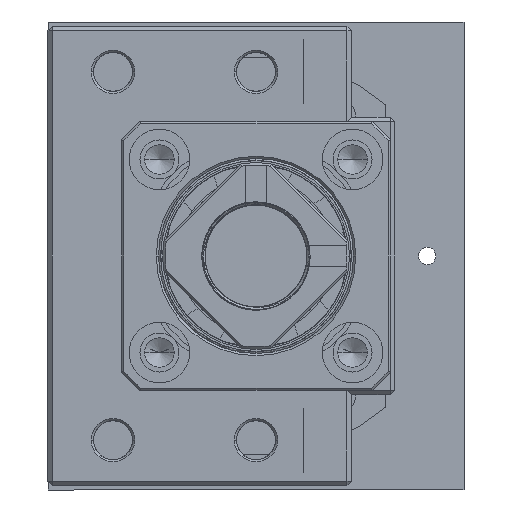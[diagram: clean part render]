
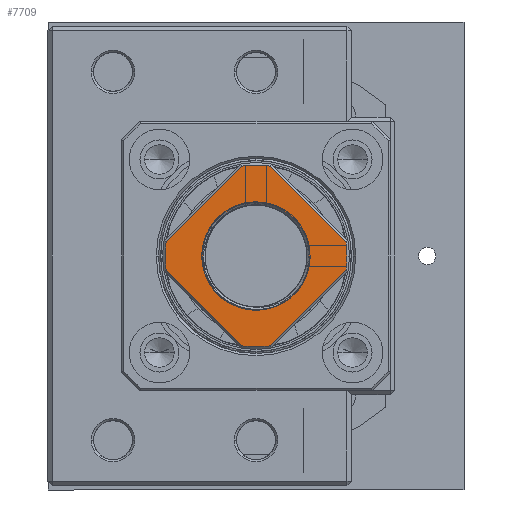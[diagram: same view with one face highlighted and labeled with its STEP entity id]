
A CAD part, left-side view. The second image highlights one B-rep face of the part: STEP entity #7709.
In plain terms, the highlighted face is planar.
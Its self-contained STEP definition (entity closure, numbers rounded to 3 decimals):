
#529 = CARTESIAN_POINT ( 'NONE',  ( 0., -42., 69.5 ) ) ;
#748 = DIRECTION ( 'NONE',  ( 0., 1., 0. ) ) ;
#890 = DIRECTION ( 'NONE',  ( 0., 0., -1. ) ) ;
#1059 = VERTEX_POINT ( 'NONE', #6595 ) ;
#1625 = VECTOR ( 'NONE', #42946, 1000. ) ;
#2209 = ORIENTED_EDGE ( 'NONE', *, *, #16268, .T. ) ;
#2319 = VERTEX_POINT ( 'NONE', #31305 ) ;
#3016 = CARTESIAN_POINT ( 'NONE',  ( -3.303, -42., 27.261 ) ) ;
#3289 = VECTOR ( 'NONE', #16844, 1000. ) ;
#3345 = CIRCLE ( 'NONE', #40352, 21. ) ;
#3369 = DIRECTION ( 'NONE',  ( 0., 0., 1. ) ) ;
#3425 = VERTEX_POINT ( 'NONE', #13239 ) ;
#3437 = DIRECTION ( 'NONE',  ( 0., 1., 0. ) ) ;
#3995 = PLANE ( 'NONE',  #31788 ) ;
#4250 = EDGE_CURVE ( 'NONE', #19371, #1059, #7151, .T. ) ;
#4814 = DIRECTION ( 'NONE',  ( 0., -1., 0. ) ) ;
#5053 = ORIENTED_EDGE ( 'NONE', *, *, #23049, .T. ) ;
#5183 = CARTESIAN_POINT ( 'NONE',  ( 12.203, -42., 49.897 ) ) ;
#5466 = CARTESIAN_POINT ( 'NONE',  ( 0., -42., 35.65 ) ) ;
#6200 = CIRCLE ( 'NONE', #36961, 21. ) ;
#6595 = CARTESIAN_POINT ( 'NONE',  ( 3.303, -42., 68.739 ) ) ;
#6664 = CARTESIAN_POINT ( 'NONE',  ( 0., -42., 48. ) ) ;
#6709 = CARTESIAN_POINT ( 'NONE',  ( 7.744, -42., 57.62 ) ) ;
#7151 = CIRCLE ( 'NONE', #21153, 21. ) ;
#7709 = ADVANCED_FACE ( 'NONE', ( #20660, #20863 ), #3995, .T. ) ;
#8347 = EDGE_CURVE ( 'NONE', #29393, #38455, #22051, .T. ) ;
#8401 = LINE ( 'NONE', #17825, #1625 ) ;
#8708 = ORIENTED_EDGE ( 'NONE', *, *, #35736, .T. ) ;
#9126 = VERTEX_POINT ( 'NONE', #6709 ) ;
#9701 = LINE ( 'NONE', #26536, #15724 ) ;
#9715 = CARTESIAN_POINT ( 'NONE',  ( 10.825, -42., 54.25 ) ) ;
#10115 = CARTESIAN_POINT ( 'NONE',  ( 10.825, -42., 54.25 ) ) ;
#10162 = CIRCLE ( 'NONE', #31831, 12.35 ) ;
#10358 = DIRECTION ( 'NONE',  ( 0., 0., -1. ) ) ;
#10405 = VERTEX_POINT ( 'NONE', #42567 ) ;
#10529 = DIRECTION ( 'NONE',  ( 0., 1., 0. ) ) ;
#10819 = VERTEX_POINT ( 'NONE', #30666 ) ;
#10887 = VERTEX_POINT ( 'NONE', #3016 ) ;
#11047 = ORIENTED_EDGE ( 'NONE', *, *, #19810, .T. ) ;
#11457 = CIRCLE ( 'NONE', #12865, 12.35 ) ;
#12159 = CARTESIAN_POINT ( 'NONE',  ( 12.094, -42., 50.656 ) ) ;
#12179 = CARTESIAN_POINT ( 'NONE',  ( 20.739, -42., 51.303 ) ) ;
#12570 = CARTESIAN_POINT ( 'NONE',  ( 9.946, -42., 55.503 ) ) ;
#12595 = CARTESIAN_POINT ( 'NONE',  ( 11.833, -42., 51.776 ) ) ;
#12777 = ORIENTED_EDGE ( 'NONE', *, *, #8347, .T. ) ;
#12865 = AXIS2_PLACEMENT_3D ( 'NONE', #17948, #31273, #890 ) ;
#12868 = AXIS2_PLACEMENT_3D ( 'NONE', #6664, #13240, #3369 ) ;
#13239 = CARTESIAN_POINT ( 'NONE',  ( -20.739, -42., 51.303 ) ) ;
#13240 = DIRECTION ( 'NONE',  ( 0., 1., 0. ) ) ;
#13608 = VECTOR ( 'NONE', #41447, 1000. ) ;
#13644 = CARTESIAN_POINT ( 'NONE',  ( 0., -42., 48. ) ) ;
#13743 = DIRECTION ( 'NONE',  ( 0., 0., 1. ) ) ;
#13930 = CARTESIAN_POINT ( 'NONE',  ( 0., -42., 69. ) ) ;
#14298 = CIRCLE ( 'NONE', #12868, 21. ) ;
#14526 = CARTESIAN_POINT ( 'NONE',  ( 20.739, -42., 44.697 ) ) ;
#14609 = B_SPLINE_CURVE_WITH_KNOTS ( 'NONE', 3,
 ( #28774, #25920, #12159, #35966, #12595, #39244, #25483, #22203 ),
 .UNSPECIFIED., .F., .F.,
 ( 4, 2, 2, 4 ),
 ( 0., 0.001, 0.002, 0.005 ),
 .UNSPECIFIED. ) ;
#14729 = ORIENTED_EDGE ( 'NONE', *, *, #17425, .T. ) ;
#15724 = VECTOR ( 'NONE', #39869, 1000. ) ;
#15861 = CARTESIAN_POINT ( 'NONE',  ( 7.744, -42., 57.62 ) ) ;
#15907 = EDGE_CURVE ( 'NONE', #10405, #3425, #14298, .T. ) ;
#16268 = EDGE_CURVE ( 'NONE', #3425, #30408, #8401, .T. ) ;
#16488 = VERTEX_POINT ( 'NONE', #10115 ) ;
#16704 = ORIENTED_EDGE ( 'NONE', *, *, #23293, .T. ) ;
#16844 = DIRECTION ( 'NONE',  ( -0.707, 0., -0.707 ) ) ;
#17367 = DIRECTION ( 'NONE',  ( 0., 0., 1. ) ) ;
#17425 = EDGE_CURVE ( 'NONE', #2319, #29393, #11457, .T. ) ;
#17825 = CARTESIAN_POINT ( 'NONE',  ( -20.739, -42., 51.303 ) ) ;
#17948 = CARTESIAN_POINT ( 'NONE',  ( 0., -42., 48. ) ) ;
#18006 = EDGE_LOOP ( 'NONE', ( #30743, #2209, #20884, #42097, #36558, #5053, #8708, #16704, #25453 ) ) ;
#18195 = DIRECTION ( 'NONE',  ( 0., 0., -1. ) ) ;
#18472 = EDGE_CURVE ( 'NONE', #10887, #10405, #35071, .T. ) ;
#19371 = VERTEX_POINT ( 'NONE', #13930 ) ;
#19577 = CARTESIAN_POINT ( 'NONE',  ( 10.407, -42., 54.893 ) ) ;
#19769 = CARTESIAN_POINT ( 'NONE',  ( 0., -42., 48. ) ) ;
#19810 = EDGE_CURVE ( 'NONE', #9126, #2319, #10162, .T. ) ;
#19923 = LINE ( 'NONE', #40673, #3289 ) ;
#20406 = VERTEX_POINT ( 'NONE', #12179 ) ;
#20660 = FACE_OUTER_BOUND ( 'NONE', #18006, .T. ) ;
#20863 = FACE_BOUND ( 'NONE', #29271, .T. ) ;
#20884 = ORIENTED_EDGE ( 'NONE', *, *, #22126, .T. ) ;
#21153 = AXIS2_PLACEMENT_3D ( 'NONE', #30352, #3437, #13743 ) ;
#21692 = EDGE_CURVE ( 'NONE', #16488, #9126, #31314, .T. ) ;
#22051 = CIRCLE ( 'NONE', #36696, 12.35 ) ;
#22126 = EDGE_CURVE ( 'NONE', #30408, #19371, #3345, .T. ) ;
#22203 = CARTESIAN_POINT ( 'NONE',  ( 10.825, -42., 54.25 ) ) ;
#23049 = EDGE_CURVE ( 'NONE', #20406, #31263, #32741, .T. ) ;
#23066 = CARTESIAN_POINT ( 'NONE',  ( 10.623, -42., 54.577 ) ) ;
#23293 = EDGE_CURVE ( 'NONE', #10819, #10887, #6200, .T. ) ;
#25453 = ORIENTED_EDGE ( 'NONE', *, *, #18472, .T. ) ;
#25483 = CARTESIAN_POINT ( 'NONE',  ( 11.189, -42., 53.574 ) ) ;
#25778 = AXIS2_PLACEMENT_3D ( 'NONE', #38962, #34824, #35458 ) ;
#25920 = CARTESIAN_POINT ( 'NONE',  ( 12.158, -42., 50.278 ) ) ;
#26536 = CARTESIAN_POINT ( 'NONE',  ( 3.303, -42., 68.739 ) ) ;
#26545 = CARTESIAN_POINT ( 'NONE',  ( 9.7, -42., 55.799 ) ) ;
#27142 = DIRECTION ( 'NONE',  ( 0., 0., 1. ) ) ;
#27365 = CARTESIAN_POINT ( 'NONE',  ( 0., -42., 48. ) ) ;
#27607 = EDGE_CURVE ( 'NONE', #38455, #16488, #14609, .T. ) ;
#28774 = CARTESIAN_POINT ( 'NONE',  ( 12.203, -42., 49.897 ) ) ;
#29271 = EDGE_LOOP ( 'NONE', ( #31747, #39049, #11047, #14729, #12777 ) ) ;
#29393 = VERTEX_POINT ( 'NONE', #5466 ) ;
#29828 = CARTESIAN_POINT ( 'NONE',  ( 8.359, -42., 57.16 ) ) ;
#30352 = CARTESIAN_POINT ( 'NONE',  ( 0., -42., 48. ) ) ;
#30408 = VERTEX_POINT ( 'NONE', #38609 ) ;
#30666 = CARTESIAN_POINT ( 'NONE',  ( 3.303, -42., 27.261 ) ) ;
#30743 = ORIENTED_EDGE ( 'NONE', *, *, #15907, .T. ) ;
#30932 = EDGE_CURVE ( 'NONE', #1059, #20406, #9701, .T. ) ;
#31263 = VERTEX_POINT ( 'NONE', #14526 ) ;
#31273 = DIRECTION ( 'NONE',  ( 0., -1., 0. ) ) ;
#31305 = CARTESIAN_POINT ( 'NONE',  ( 0., -42., 60.35 ) ) ;
#31314 = B_SPLINE_CURVE_WITH_KNOTS ( 'NONE', 3,
 ( #9715, #23066, #19577, #12570, #26545, #36159, #29828, #15861 ),
 .UNSPECIFIED., .F., .F.,
 ( 4, 2, 2, 4 ),
 ( 0., 0.001, 0.002, 0.005 ),
 .UNSPECIFIED. ) ;
#31747 = ORIENTED_EDGE ( 'NONE', *, *, #27607, .T. ) ;
#31788 = AXIS2_PLACEMENT_3D ( 'NONE', #529, #748, #17367 ) ;
#31807 = CARTESIAN_POINT ( 'NONE',  ( -3.303, -42., 27.261 ) ) ;
#31831 = AXIS2_PLACEMENT_3D ( 'NONE', #13644, #40315, #10358 ) ;
#32741 = CIRCLE ( 'NONE', #25778, 21. ) ;
#34824 = DIRECTION ( 'NONE',  ( 0., 1., 0. ) ) ;
#35071 = LINE ( 'NONE', #31807, #13608 ) ;
#35458 = DIRECTION ( 'NONE',  ( 0., 0., 1. ) ) ;
#35736 = EDGE_CURVE ( 'NONE', #31263, #10819, #19923, .T. ) ;
#35966 = CARTESIAN_POINT ( 'NONE',  ( 11.932, -42., 51.404 ) ) ;
#36144 = DIRECTION ( 'NONE',  ( 0., 0., 1. ) ) ;
#36159 = CARTESIAN_POINT ( 'NONE',  ( 8.924, -42., 56.647 ) ) ;
#36558 = ORIENTED_EDGE ( 'NONE', *, *, #30932, .T. ) ;
#36696 = AXIS2_PLACEMENT_3D ( 'NONE', #38918, #4814, #18195 ) ;
#36961 = AXIS2_PLACEMENT_3D ( 'NONE', #19769, #39433, #36144 ) ;
#38455 = VERTEX_POINT ( 'NONE', #5183 ) ;
#38609 = CARTESIAN_POINT ( 'NONE',  ( -3.303, -42., 68.739 ) ) ;
#38918 = CARTESIAN_POINT ( 'NONE',  ( 0., -42., 48. ) ) ;
#38962 = CARTESIAN_POINT ( 'NONE',  ( 0., -42., 48. ) ) ;
#39049 = ORIENTED_EDGE ( 'NONE', *, *, #21692, .T. ) ;
#39244 = CARTESIAN_POINT ( 'NONE',  ( 11.486, -42., 52.871 ) ) ;
#39433 = DIRECTION ( 'NONE',  ( 0., 1., 0. ) ) ;
#39869 = DIRECTION ( 'NONE',  ( 0.707, 0., -0.707 ) ) ;
#40315 = DIRECTION ( 'NONE',  ( 0., -1., 0. ) ) ;
#40352 = AXIS2_PLACEMENT_3D ( 'NONE', #27365, #10529, #27142 ) ;
#40673 = CARTESIAN_POINT ( 'NONE',  ( 20.739, -42., 44.697 ) ) ;
#41447 = DIRECTION ( 'NONE',  ( -0.707, 0., 0.707 ) ) ;
#42097 = ORIENTED_EDGE ( 'NONE', *, *, #4250, .T. ) ;
#42567 = CARTESIAN_POINT ( 'NONE',  ( -20.739, -42., 44.697 ) ) ;
#42946 = DIRECTION ( 'NONE',  ( 0.707, 0., 0.707 ) ) ;
